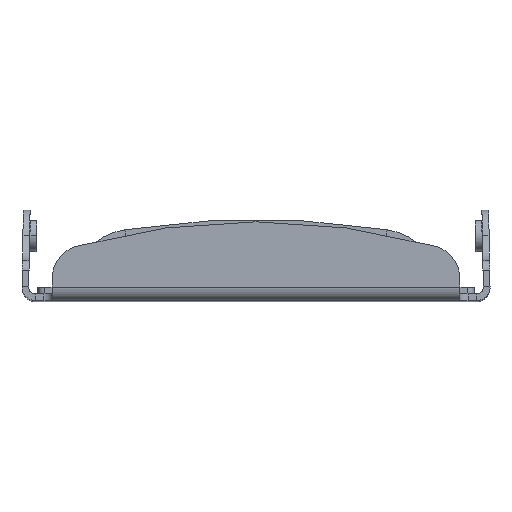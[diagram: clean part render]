
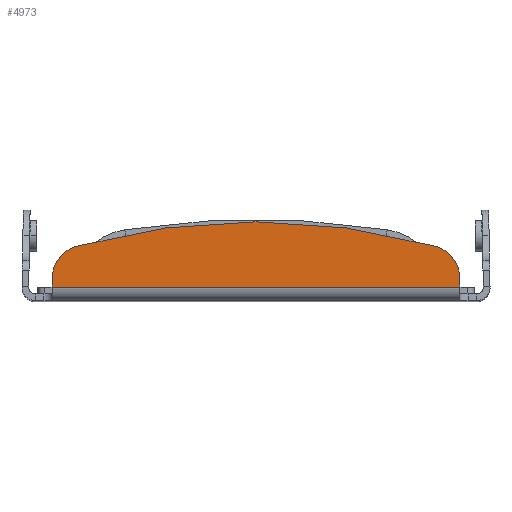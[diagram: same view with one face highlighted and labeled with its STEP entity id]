
A CAD part, top view. The second image highlights one B-rep face of the part: STEP entity #4973.
In plain terms, the highlighted planar face has unit normal (0, 0, 1).
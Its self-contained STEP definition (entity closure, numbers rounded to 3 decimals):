
#2492=DIRECTION('',(-1.,0.,0.));
#2493=VECTOR('',#2492,121.5);
#2494=CARTESIAN_POINT('',(60.75,4.,117.5));
#2495=LINE('',#2494,#2493);
#2520=CARTESIAN_POINT('',(-50.75,6.546,117.5));
#2521=DIRECTION('',(0.,0.,1.));
#2522=DIRECTION('',(-0.267,0.964,0.));
#2523=AXIS2_PLACEMENT_3D('',#2520,#2521,#2522);
#2528=CARTESIAN_POINT('',(0.,-176.55,117.5));
#2529=DIRECTION('',(0.,0.,-1.));
#2530=DIRECTION('',(-0.267,0.964,0.));
#2531=AXIS2_PLACEMENT_3D('',#2528,#2529,#2530);
#2536=CARTESIAN_POINT('',(50.75,6.546,117.5));
#2537=DIRECTION('',(0.,0.,1.));
#2538=DIRECTION('',(1.,0.,0.));
#2539=AXIS2_PLACEMENT_3D('',#2536,#2537,#2538);
#2544=DIRECTION('',(0.,-1.,0.));
#2545=VECTOR('',#2544,2.546);
#2546=CARTESIAN_POINT('',(60.75,6.546,117.5));
#2547=LINE('',#2546,#2545);
#2551=DIRECTION('',(0.,1.,0.));
#2552=VECTOR('',#2551,2.546);
#2553=CARTESIAN_POINT('',(-60.75,4.,117.5));
#2554=LINE('',#2553,#2552);
#2961=CARTESIAN_POINT('',(60.75,4.,117.5));
#2962=CARTESIAN_POINT('',(-60.75,4.,117.5));
#2963=VERTEX_POINT('',#2961);
#2964=VERTEX_POINT('',#2962);
#3017=CARTESIAN_POINT('',(-53.421,16.183,117.5));
#3018=CARTESIAN_POINT('',(-60.75,6.546,117.5));
#3019=VERTEX_POINT('',#3017);
#3020=VERTEX_POINT('',#3018);
#3025=CARTESIAN_POINT('',(60.75,6.546,117.5));
#3026=CARTESIAN_POINT('',(53.421,16.183,117.5));
#3027=VERTEX_POINT('',#3025);
#3028=VERTEX_POINT('',#3026);
#4957=CARTESIAN_POINT('',(-34.506,0.,117.5));
#4958=DIRECTION('',(0.,0.,-1.));
#4959=DIRECTION('',(-1.,0.,0.));
#4960=AXIS2_PLACEMENT_3D('',#4957,#4958,#4959);
#4961=PLANE('',#4960);
#4963=ORIENTED_EDGE('',*,*,#4962,.F.);
#4965=ORIENTED_EDGE('',*,*,#4964,.T.);
#4966=ORIENTED_EDGE('',*,*,#4947,.F.);
#4967=ORIENTED_EDGE('',*,*,#4937,.T.);
#4968=ORIENTED_EDGE('',*,*,#4909,.T.);
#4970=ORIENTED_EDGE('',*,*,#4969,.T.);
#4971=EDGE_LOOP('',(#4963,#4965,#4966,#4967,#4968,#4970));
#4972=FACE_OUTER_BOUND('',#4971,.F.);
#4973=ADVANCED_FACE('',(#4972),#4961,.F.);
#2524=CIRCLE('',#2523,10.);
#2532=CIRCLE('',#2531,200.);
#2540=CIRCLE('',#2539,10.);
#4909=EDGE_CURVE('',#2963,#2964,#2495,.T.);
#4937=EDGE_CURVE('',#3027,#2963,#2547,.T.);
#4947=EDGE_CURVE('',#3027,#3028,#2540,.T.);
#4962=EDGE_CURVE('',#3019,#3020,#2524,.T.);
#4964=EDGE_CURVE('',#3019,#3028,#2532,.T.);
#4969=EDGE_CURVE('',#2964,#3020,#2554,.T.);
